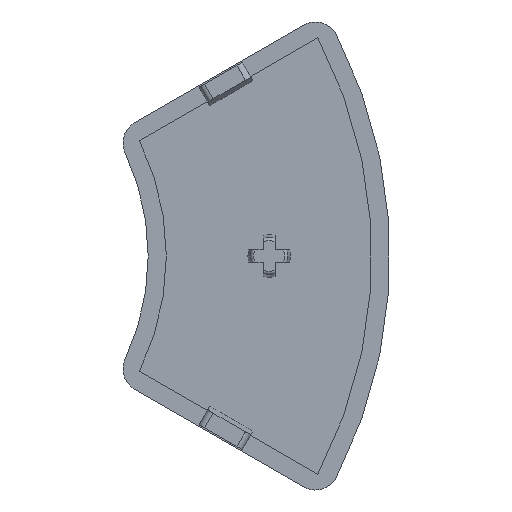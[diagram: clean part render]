
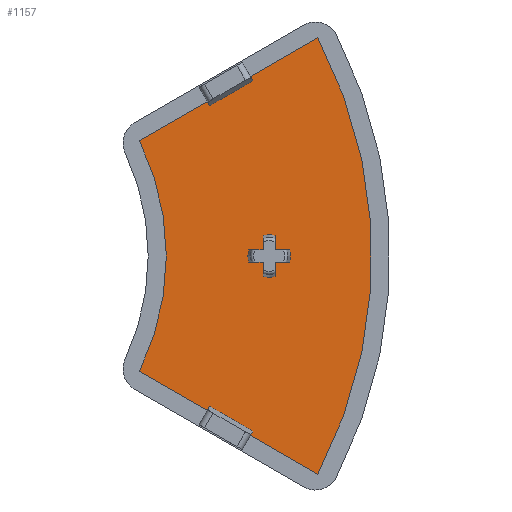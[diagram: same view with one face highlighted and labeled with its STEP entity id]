
A CAD part, front view. The second image highlights one B-rep face of the part: STEP entity #1157.
In plain terms, the highlighted planar face has unit normal (0, -1, 0).
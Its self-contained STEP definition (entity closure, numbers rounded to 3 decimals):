
#24 = VERTEX_POINT('',#25);
#25 = CARTESIAN_POINT('',(-10.211,-3.,25.562));
#40 = VERTEX_POINT('',#41);
#41 = CARTESIAN_POINT('',(-21.459,-3.,19.068));
#47 = EDGE_CURVE('',#40,#24,#48,.T.);
#48 = LINE('',#49,#50);
#49 = CARTESIAN_POINT('',(-21.459,-3.,19.068));
#50 = VECTOR('',#51,1.);
#51 = DIRECTION('',(0.866,0.,0.5));
#62 = VERTEX_POINT('',#63);
#63 = CARTESIAN_POINT('',(-10.211,-3.,-25.562));
#71 = EDGE_CURVE('',#62,#72,#74,.T.);
#72 = VERTEX_POINT('',#73);
#73 = CARTESIAN_POINT('',(-21.459,-3.,-19.068));
#74 = LINE('',#75,#76);
#75 = CARTESIAN_POINT('',(8.02,-3.,-36.088));
#76 = VECTOR('',#77,1.);
#77 = DIRECTION('',(-0.866,0.,0.5));
#101 = EDGE_CURVE('',#102,#104,#106,.T.);
#102 = VERTEX_POINT('',#103);
#103 = CARTESIAN_POINT('',(-3.354,-3.,-1.));
#104 = VERTEX_POINT('',#105);
#105 = CARTESIAN_POINT('',(-3.354,-3.,1.));
#106 = CIRCLE('',#107,3.5);
#107 = AXIS2_PLACEMENT_3D('',#108,#109,#110);
#108 = CARTESIAN_POINT('',(0.,-3.,0.));
#109 = DIRECTION('',(0.,1.,0.));
#110 = DIRECTION('',(0.,-0.,1.));
#155 = VERTEX_POINT('',#156);
#156 = CARTESIAN_POINT('',(-1.,-3.,-3.354));
#162 = EDGE_CURVE('',#163,#155,#165,.T.);
#163 = VERTEX_POINT('',#164);
#164 = CARTESIAN_POINT('',(1.,-3.,-3.354));
#165 = CIRCLE('',#166,3.5);
#166 = AXIS2_PLACEMENT_3D('',#167,#168,#169);
#167 = CARTESIAN_POINT('',(0.,-3.,0.));
#168 = DIRECTION('',(0.,1.,0.));
#169 = DIRECTION('',(0.,-0.,1.));
#197 = VERTEX_POINT('',#198);
#198 = CARTESIAN_POINT('',(1.,-3.,3.354));
#204 = EDGE_CURVE('',#205,#197,#207,.T.);
#205 = VERTEX_POINT('',#206);
#206 = CARTESIAN_POINT('',(-1.,-3.,3.354));
#207 = CIRCLE('',#208,3.5);
#208 = AXIS2_PLACEMENT_3D('',#209,#210,#211);
#209 = CARTESIAN_POINT('',(0.,-3.,0.));
#210 = DIRECTION('',(0.,1.,0.));
#211 = DIRECTION('',(0.,-0.,1.));
#1064 = VERTEX_POINT('',#1065);
#1065 = CARTESIAN_POINT('',(-3.109,-3.,-29.662));
#1073 = VERTEX_POINT('',#1074);
#1074 = CARTESIAN_POINT('',(8.02,-3.,-36.088));
#1080 = EDGE_CURVE('',#1073,#1064,#1081,.T.);
#1081 = LINE('',#1082,#1083);
#1082 = CARTESIAN_POINT('',(8.02,-3.,-36.088));
#1083 = VECTOR('',#1084,1.);
#1084 = DIRECTION('',(-0.866,0.,0.5));
#1096 = EDGE_CURVE('',#40,#72,#1097,.T.);
#1097 = CIRCLE('',#1098,43.);
#1098 = AXIS2_PLACEMENT_3D('',#1099,#1100,#1101);
#1099 = CARTESIAN_POINT('',(-60.,-3.,0.));
#1100 = DIRECTION('',(-0.,1.,0.));
#1101 = DIRECTION('',(1.,0.,0.));
#1113 = VERTEX_POINT('',#1114);
#1114 = CARTESIAN_POINT('',(-3.109,-3.,29.662));
#1120 = EDGE_CURVE('',#1113,#1121,#1123,.T.);
#1121 = VERTEX_POINT('',#1122);
#1122 = CARTESIAN_POINT('',(8.02,-3.,36.088));
#1123 = LINE('',#1124,#1125);
#1124 = CARTESIAN_POINT('',(-21.459,-3.,19.068));
#1125 = VECTOR('',#1126,1.);
#1126 = DIRECTION('',(0.866,0.,0.5));
#1144 = EDGE_CURVE('',#1121,#1073,#1145,.T.);
#1145 = CIRCLE('',#1146,77.);
#1146 = AXIS2_PLACEMENT_3D('',#1147,#1148,#1149);
#1147 = CARTESIAN_POINT('',(-60.,-3.,0.));
#1148 = DIRECTION('',(-0.,1.,0.));
#1149 = DIRECTION('',(1.,0.,0.));
#1157 = ADVANCED_FACE('',(#1158,#1210),#1282,.F.);
#1158 = FACE_BOUND('',#1159,.T.);
#1159 = EDGE_LOOP('',(#1160,#1170,#1176,#1177,#1178,#1179,#1187,#1195,
    #1201,#1202,#1203,#1204));
#1160 = ORIENTED_EDGE('',*,*,#1161,.T.);
#1161 = EDGE_CURVE('',#1162,#1164,#1166,.T.);
#1162 = VERTEX_POINT('',#1163);
#1163 = CARTESIAN_POINT('',(-9.811,-3.,-24.87));
#1164 = VERTEX_POINT('',#1165);
#1165 = CARTESIAN_POINT('',(-2.709,-3.,-28.97));
#1166 = LINE('',#1167,#1168);
#1167 = CARTESIAN_POINT('',(-9.811,-3.,-24.87));
#1168 = VECTOR('',#1169,1.);
#1169 = DIRECTION('',(0.866,0.,-0.5));
#1170 = ORIENTED_EDGE('',*,*,#1171,.T.);
#1171 = EDGE_CURVE('',#1164,#1064,#1172,.T.);
#1172 = LINE('',#1173,#1174);
#1173 = CARTESIAN_POINT('',(-2.709,-3.,-28.97));
#1174 = VECTOR('',#1175,1.);
#1175 = DIRECTION('',(-0.5,0.,-0.866));
#1176 = ORIENTED_EDGE('',*,*,#1080,.F.);
#1177 = ORIENTED_EDGE('',*,*,#1144,.F.);
#1178 = ORIENTED_EDGE('',*,*,#1120,.F.);
#1179 = ORIENTED_EDGE('',*,*,#1180,.T.);
#1180 = EDGE_CURVE('',#1113,#1181,#1183,.T.);
#1181 = VERTEX_POINT('',#1182);
#1182 = CARTESIAN_POINT('',(-2.709,-3.,28.97));
#1183 = LINE('',#1184,#1185);
#1184 = CARTESIAN_POINT('',(-4.488,-3.,32.05));
#1185 = VECTOR('',#1186,1.);
#1186 = DIRECTION('',(0.5,0.,-0.866));
#1187 = ORIENTED_EDGE('',*,*,#1188,.T.);
#1188 = EDGE_CURVE('',#1181,#1189,#1191,.T.);
#1189 = VERTEX_POINT('',#1190);
#1190 = CARTESIAN_POINT('',(-9.811,-3.,24.87));
#1191 = LINE('',#1192,#1193);
#1192 = CARTESIAN_POINT('',(-2.709,-3.,28.97));
#1193 = VECTOR('',#1194,1.);
#1194 = DIRECTION('',(-0.866,0.,-0.5));
#1195 = ORIENTED_EDGE('',*,*,#1196,.T.);
#1196 = EDGE_CURVE('',#1189,#24,#1197,.T.);
#1197 = LINE('',#1198,#1199);
#1198 = CARTESIAN_POINT('',(-9.811,-3.,24.87));
#1199 = VECTOR('',#1200,1.);
#1200 = DIRECTION('',(-0.5,0.,0.866));
#1201 = ORIENTED_EDGE('',*,*,#47,.F.);
#1202 = ORIENTED_EDGE('',*,*,#1096,.T.);
#1203 = ORIENTED_EDGE('',*,*,#71,.F.);
#1204 = ORIENTED_EDGE('',*,*,#1205,.T.);
#1205 = EDGE_CURVE('',#62,#1162,#1206,.T.);
#1206 = LINE('',#1207,#1208);
#1207 = CARTESIAN_POINT('',(-11.589,-3.,-27.95));
#1208 = VECTOR('',#1209,1.);
#1209 = DIRECTION('',(0.5,0.,0.866));
#1210 = FACE_BOUND('',#1211,.T.);
#1211 = EDGE_LOOP('',(#1212,#1223,#1231,#1237,#1238,#1246,#1252,#1253,
    #1261,#1267,#1268,#1276));
#1212 = ORIENTED_EDGE('',*,*,#1213,.T.);
#1213 = EDGE_CURVE('',#1214,#1216,#1218,.T.);
#1214 = VERTEX_POINT('',#1215);
#1215 = CARTESIAN_POINT('',(3.354,-3.,1.));
#1216 = VERTEX_POINT('',#1217);
#1217 = CARTESIAN_POINT('',(3.354,-3.,-1.));
#1218 = CIRCLE('',#1219,3.5);
#1219 = AXIS2_PLACEMENT_3D('',#1220,#1221,#1222);
#1220 = CARTESIAN_POINT('',(0.,-3.,0.));
#1221 = DIRECTION('',(0.,1.,0.));
#1222 = DIRECTION('',(0.,-0.,1.));
#1223 = ORIENTED_EDGE('',*,*,#1224,.T.);
#1224 = EDGE_CURVE('',#1216,#1225,#1227,.T.);
#1225 = VERTEX_POINT('',#1226);
#1226 = CARTESIAN_POINT('',(1.,-3.,-1.));
#1227 = LINE('',#1228,#1229);
#1228 = CARTESIAN_POINT('',(3.354,-3.,-1.));
#1229 = VECTOR('',#1230,1.);
#1230 = DIRECTION('',(-1.,0.,0.));
#1231 = ORIENTED_EDGE('',*,*,#1232,.T.);
#1232 = EDGE_CURVE('',#1225,#163,#1233,.T.);
#1233 = LINE('',#1234,#1235);
#1234 = CARTESIAN_POINT('',(1.,-3.,-1.));
#1235 = VECTOR('',#1236,1.);
#1236 = DIRECTION('',(0.,0.,-1.));
#1237 = ORIENTED_EDGE('',*,*,#162,.T.);
#1238 = ORIENTED_EDGE('',*,*,#1239,.T.);
#1239 = EDGE_CURVE('',#155,#1240,#1242,.T.);
#1240 = VERTEX_POINT('',#1241);
#1241 = CARTESIAN_POINT('',(-1.,-3.,-1.));
#1242 = LINE('',#1243,#1244);
#1243 = CARTESIAN_POINT('',(-1.,-3.,-3.354));
#1244 = VECTOR('',#1245,1.);
#1245 = DIRECTION('',(0.,0.,1.));
#1246 = ORIENTED_EDGE('',*,*,#1247,.T.);
#1247 = EDGE_CURVE('',#1240,#102,#1248,.T.);
#1248 = LINE('',#1249,#1250);
#1249 = CARTESIAN_POINT('',(-1.,-3.,-1.));
#1250 = VECTOR('',#1251,1.);
#1251 = DIRECTION('',(-1.,0.,0.));
#1252 = ORIENTED_EDGE('',*,*,#101,.T.);
#1253 = ORIENTED_EDGE('',*,*,#1254,.T.);
#1254 = EDGE_CURVE('',#104,#1255,#1257,.T.);
#1255 = VERTEX_POINT('',#1256);
#1256 = CARTESIAN_POINT('',(-1.,-3.,1.));
#1257 = LINE('',#1258,#1259);
#1258 = CARTESIAN_POINT('',(-3.354,-3.,1.));
#1259 = VECTOR('',#1260,1.);
#1260 = DIRECTION('',(1.,0.,0.));
#1261 = ORIENTED_EDGE('',*,*,#1262,.T.);
#1262 = EDGE_CURVE('',#1255,#205,#1263,.T.);
#1263 = LINE('',#1264,#1265);
#1264 = CARTESIAN_POINT('',(-1.,-3.,1.));
#1265 = VECTOR('',#1266,1.);
#1266 = DIRECTION('',(0.,0.,1.));
#1267 = ORIENTED_EDGE('',*,*,#204,.T.);
#1268 = ORIENTED_EDGE('',*,*,#1269,.T.);
#1269 = EDGE_CURVE('',#197,#1270,#1272,.T.);
#1270 = VERTEX_POINT('',#1271);
#1271 = CARTESIAN_POINT('',(1.,-3.,1.));
#1272 = LINE('',#1273,#1274);
#1273 = CARTESIAN_POINT('',(1.,-3.,3.354));
#1274 = VECTOR('',#1275,1.);
#1275 = DIRECTION('',(0.,0.,-1.));
#1276 = ORIENTED_EDGE('',*,*,#1277,.T.);
#1277 = EDGE_CURVE('',#1270,#1214,#1278,.T.);
#1278 = LINE('',#1279,#1280);
#1279 = CARTESIAN_POINT('',(1.,-3.,1.));
#1280 = VECTOR('',#1281,1.);
#1281 = DIRECTION('',(1.,0.,0.));
#1282 = PLANE('',#1283);
#1283 = AXIS2_PLACEMENT_3D('',#1284,#1285,#1286);
#1284 = CARTESIAN_POINT('',(-60.,-3.,0.));
#1285 = DIRECTION('',(0.,1.,0.));
#1286 = DIRECTION('',(0.,-0.,1.));
